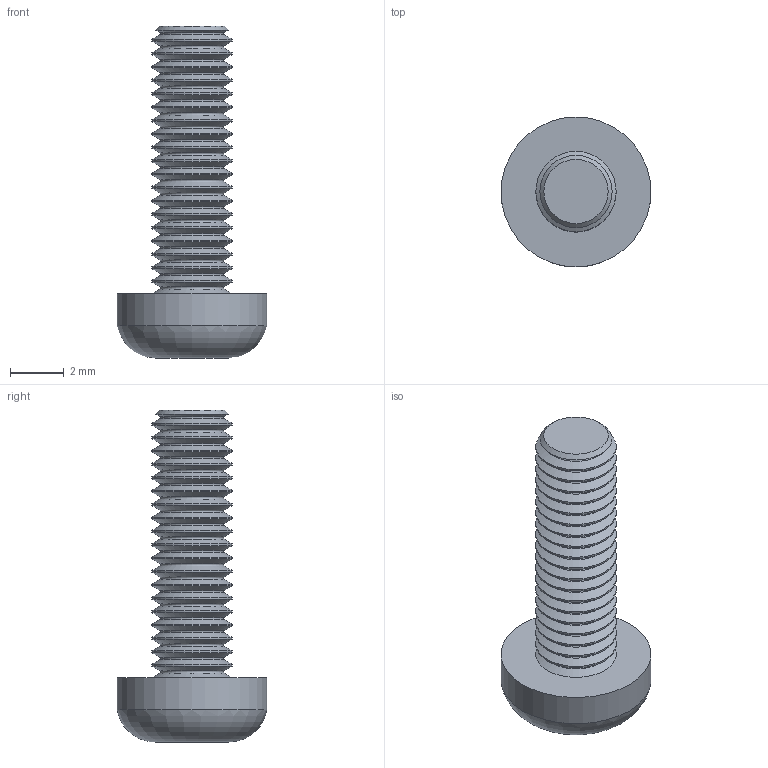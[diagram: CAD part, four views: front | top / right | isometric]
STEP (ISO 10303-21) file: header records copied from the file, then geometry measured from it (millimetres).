
FILE_DESCRIPTION (( 'STEP AP214' ), '1' );
FILE_NAME ('7985_8_-3_10-mattssons.step', '2019-04-03T10:34:05', ( '' ), ( '' ), 'SwSTEP 2.0', 'SolidWorks 2010', '' );
FILE_SCHEMA (( 'AUTOMOTIVE_DESIGN' ));
Length unit declared in the file: millimetre
Products named in the file (1): 7985_8_-3_10-mattssons
Bounding box: 5.6 x 5.6 x 12.4 mm (x, y, z)
Volume: 104.2 mm3; surface area: 233.4 mm2
Topology: 1 solids, 1 shells, 103 faces, 214 edges, 114 vertices
Faces by surface type: cone 41, cylinder 32, torus 21, plane 9
Full cylindrical faces by diameter (mm): 3 x19, 5.6 x1
Entity records: 2294 total; most frequent: DIRECTION 458, CARTESIAN_POINT 348, ORIENTED_EDGE 262, AXIS2_PLACEMENT_3D 223, EDGE_LOOP 186, FACE_OUTER_BOUND 144, EDGE_CURVE 131, CIRCLE 119
